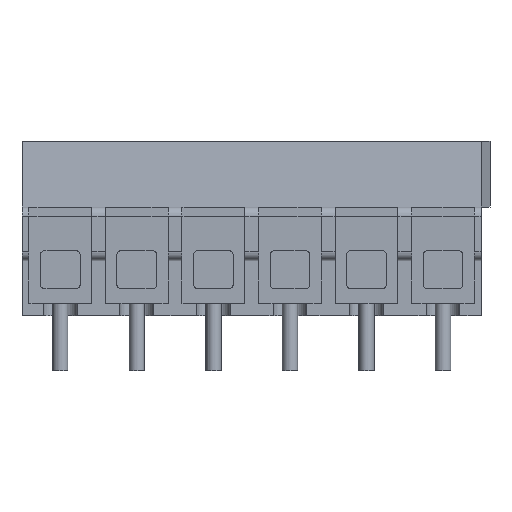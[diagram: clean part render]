
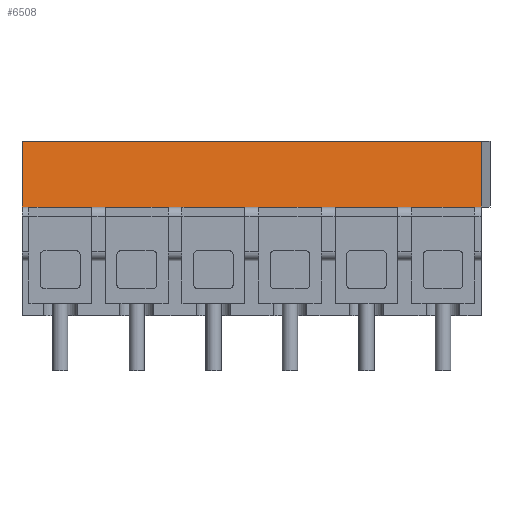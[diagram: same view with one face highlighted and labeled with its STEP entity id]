
A CAD part, front view. The second image highlights one B-rep face of the part: STEP entity #6508.
In plain terms, the highlighted planar face has unit normal (0, -0.993, 0.122).
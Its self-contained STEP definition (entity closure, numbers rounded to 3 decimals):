
#376 = PLANE('',#377);
#377 = AXIS2_PLACEMENT_3D('',#378,#379,#380);
#378 = CARTESIAN_POINT('',(12.5,-3.906,7.1));
#379 = DIRECTION('',(0.,0.,1.));
#380 = DIRECTION('',(0.,1.,0.));
#1402 = VERTEX_POINT('',#1403);
#1403 = CARTESIAN_POINT('',(27.5,-3.506,7.1));
#1417 = PLANE('',#1418);
#1418 = AXIS2_PLACEMENT_3D('',#1419,#1420,#1421);
#1419 = CARTESIAN_POINT('',(27.5,-0.291,5.692));
#1420 = DIRECTION('',(1.,0.,0.));
#1421 = DIRECTION('',(0.,0.,1.));
#1429 = EDGE_CURVE('',#1430,#1402,#1432,.T.);
#1430 = VERTEX_POINT('',#1431);
#1431 = CARTESIAN_POINT('',(-2.5,-3.506,7.1));
#1432 = SURFACE_CURVE('',#1433,(#1437,#1444),.PCURVE_S1.);
#1433 = LINE('',#1434,#1435);
#1434 = CARTESIAN_POINT('',(-2.5,-3.506,7.1));
#1435 = VECTOR('',#1436,1.);
#1436 = DIRECTION('',(1.,0.,0.));
#1437 = PCURVE('',#376,#1438);
#1438 = DEFINITIONAL_REPRESENTATION('',(#1439),#1443);
#1439 = LINE('',#1440,#1441);
#1440 = CARTESIAN_POINT('',(0.4,15.));
#1441 = VECTOR('',#1442,1.);
#1442 = DIRECTION('',(0.,-1.));
#1443 = ( GEOMETRIC_REPRESENTATION_CONTEXT(2)
PARAMETRIC_REPRESENTATION_CONTEXT() REPRESENTATION_CONTEXT('2D SPACE',''
) );
#1444 = PCURVE('',#1445,#1450);
#1445 = PLANE('',#1446);
#1446 = AXIS2_PLACEMENT_3D('',#1447,#1448,#1449);
#1447 = CARTESIAN_POINT('',(-2.5,-2.976,11.4));
#1448 = DIRECTION('',(0.,0.992,-0.122));
#1449 = DIRECTION('',(0.,-0.122,-0.992));
#1450 = DEFINITIONAL_REPRESENTATION('',(#1451),#1455);
#1451 = LINE('',#1452,#1453);
#1452 = CARTESIAN_POINT('',(4.333,0.));
#1453 = VECTOR('',#1454,1.);
#1454 = DIRECTION('',(0.,-1.));
#1455 = ( GEOMETRIC_REPRESENTATION_CONTEXT(2)
PARAMETRIC_REPRESENTATION_CONTEXT() REPRESENTATION_CONTEXT('2D SPACE',''
) );
#1473 = PLANE('',#1474);
#1474 = AXIS2_PLACEMENT_3D('',#1475,#1476,#1477);
#1475 = CARTESIAN_POINT('',(-2.5,-0.291,5.692));
#1476 = DIRECTION('',(-1.,-0.,-0.));
#1477 = DIRECTION('',(0.,0.,-1.));
#6239 = PLANE('',#6240);
#6240 = AXIS2_PLACEMENT_3D('',#6241,#6242,#6243);
#6241 = CARTESIAN_POINT('',(12.538,-0.003,11.4));
#6242 = DIRECTION('',(0.,0.,1.));
#6243 = DIRECTION('',(0.,1.,0.));
#6443 = VERTEX_POINT('',#6444);
#6444 = CARTESIAN_POINT('',(27.5,-2.976,11.4));
#6465 = EDGE_CURVE('',#6443,#1402,#6466,.T.);
#6466 = SURFACE_CURVE('',#6467,(#6471,#6478),.PCURVE_S1.);
#6467 = LINE('',#6468,#6469);
#6468 = CARTESIAN_POINT('',(27.5,-2.976,11.4));
#6469 = VECTOR('',#6470,1.);
#6470 = DIRECTION('',(0.,-0.122,-0.992));
#6471 = PCURVE('',#1417,#6472);
#6472 = DEFINITIONAL_REPRESENTATION('',(#6473),#6477);
#6473 = LINE('',#6474,#6475);
#6474 = CARTESIAN_POINT('',(5.708,2.685));
#6475 = VECTOR('',#6476,1.);
#6476 = DIRECTION('',(-0.992,0.122));
#6477 = ( GEOMETRIC_REPRESENTATION_CONTEXT(2)
PARAMETRIC_REPRESENTATION_CONTEXT() REPRESENTATION_CONTEXT('2D SPACE',''
) );
#6478 = PCURVE('',#1445,#6479);
#6479 = DEFINITIONAL_REPRESENTATION('',(#6480),#6484);
#6480 = LINE('',#6481,#6482);
#6481 = CARTESIAN_POINT('',(0.,-30.));
#6482 = VECTOR('',#6483,1.);
#6483 = DIRECTION('',(1.,0.));
#6484 = ( GEOMETRIC_REPRESENTATION_CONTEXT(2)
PARAMETRIC_REPRESENTATION_CONTEXT() REPRESENTATION_CONTEXT('2D SPACE',''
) );
#6508 = ADVANCED_FACE('',(#6509),#1445,.F.);
#6509 = FACE_BOUND('',#6510,.F.);
#6510 = EDGE_LOOP('',(#6511,#6534,#6535,#6536));
#6511 = ORIENTED_EDGE('',*,*,#6512,.T.);
#6512 = EDGE_CURVE('',#6513,#6443,#6515,.T.);
#6513 = VERTEX_POINT('',#6514);
#6514 = CARTESIAN_POINT('',(-2.5,-2.976,11.4));
#6515 = SURFACE_CURVE('',#6516,(#6520,#6527),.PCURVE_S1.);
#6516 = LINE('',#6517,#6518);
#6517 = CARTESIAN_POINT('',(-2.5,-2.976,11.4));
#6518 = VECTOR('',#6519,1.);
#6519 = DIRECTION('',(1.,0.,0.));
#6520 = PCURVE('',#1445,#6521);
#6521 = DEFINITIONAL_REPRESENTATION('',(#6522),#6526);
#6522 = LINE('',#6523,#6524);
#6523 = CARTESIAN_POINT('',(0.,0.));
#6524 = VECTOR('',#6525,1.);
#6525 = DIRECTION('',(0.,-1.));
#6526 = ( GEOMETRIC_REPRESENTATION_CONTEXT(2)
PARAMETRIC_REPRESENTATION_CONTEXT() REPRESENTATION_CONTEXT('2D SPACE',''
) );
#6527 = PCURVE('',#6239,#6528);
#6528 = DEFINITIONAL_REPRESENTATION('',(#6529),#6533);
#6529 = LINE('',#6530,#6531);
#6530 = CARTESIAN_POINT('',(-2.973,15.038));
#6531 = VECTOR('',#6532,1.);
#6532 = DIRECTION('',(0.,-1.));
#6533 = ( GEOMETRIC_REPRESENTATION_CONTEXT(2)
PARAMETRIC_REPRESENTATION_CONTEXT() REPRESENTATION_CONTEXT('2D SPACE',''
) );
#6534 = ORIENTED_EDGE('',*,*,#6465,.T.);
#6535 = ORIENTED_EDGE('',*,*,#1429,.F.);
#6536 = ORIENTED_EDGE('',*,*,#6537,.F.);
#6537 = EDGE_CURVE('',#6513,#1430,#6538,.T.);
#6538 = SURFACE_CURVE('',#6539,(#6543,#6550),.PCURVE_S1.);
#6539 = LINE('',#6540,#6541);
#6540 = CARTESIAN_POINT('',(-2.5,-2.976,11.4));
#6541 = VECTOR('',#6542,1.);
#6542 = DIRECTION('',(0.,-0.122,-0.992));
#6543 = PCURVE('',#1445,#6544);
#6544 = DEFINITIONAL_REPRESENTATION('',(#6545),#6549);
#6545 = LINE('',#6546,#6547);
#6546 = CARTESIAN_POINT('',(0.,0.));
#6547 = VECTOR('',#6548,1.);
#6548 = DIRECTION('',(1.,0.));
#6549 = ( GEOMETRIC_REPRESENTATION_CONTEXT(2)
PARAMETRIC_REPRESENTATION_CONTEXT() REPRESENTATION_CONTEXT('2D SPACE',''
) );
#6550 = PCURVE('',#1473,#6551);
#6551 = DEFINITIONAL_REPRESENTATION('',(#6552),#6556);
#6552 = LINE('',#6553,#6554);
#6553 = CARTESIAN_POINT('',(-5.708,2.685));
#6554 = VECTOR('',#6555,1.);
#6555 = DIRECTION('',(0.992,0.122));
#6556 = ( GEOMETRIC_REPRESENTATION_CONTEXT(2)
PARAMETRIC_REPRESENTATION_CONTEXT() REPRESENTATION_CONTEXT('2D SPACE',''
) );
